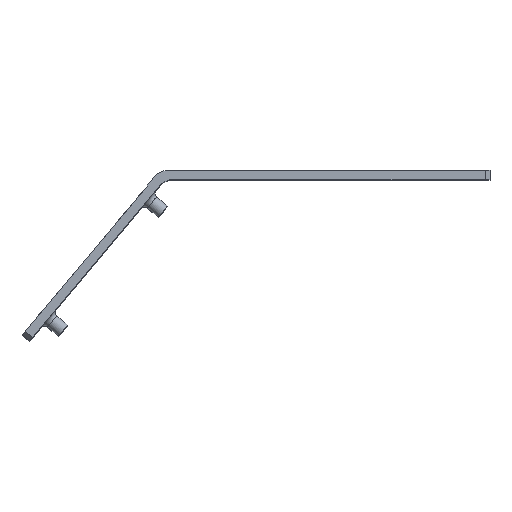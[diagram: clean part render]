
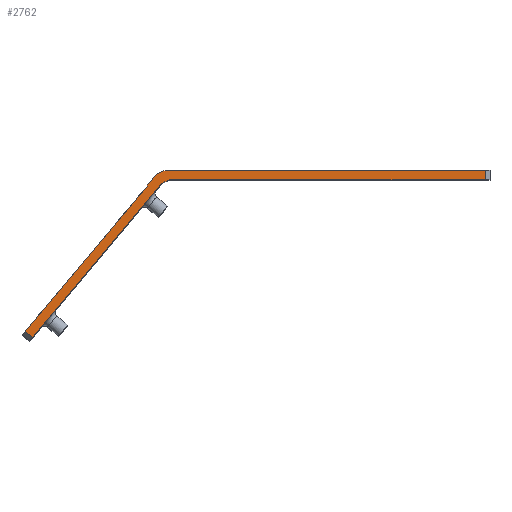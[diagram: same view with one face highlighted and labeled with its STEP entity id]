
A CAD part, top view. The second image highlights one B-rep face of the part: STEP entity #2762.
In plain terms, the highlighted planar face has unit normal (0, 0, 1).
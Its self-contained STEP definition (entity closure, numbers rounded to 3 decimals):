
#127=PLANE('',#2999);
#183=FACE_OUTER_BOUND('',#350,.T.);
#350=EDGE_LOOP('',(#1987,#1988,#1989,#1990,#1991,#1992,#1993,#1994));
#522=LINE('',#4174,#721);
#528=LINE('',#4186,#727);
#550=LINE('',#4366,#749);
#551=LINE('',#4368,#750);
#552=LINE('',#4370,#751);
#553=LINE('',#4372,#752);
#554=LINE('',#4374,#753);
#555=LINE('',#4375,#754);
#721=VECTOR('',#3304,10.);
#727=VECTOR('',#3314,10.);
#749=VECTOR('',#3476,10.);
#750=VECTOR('',#3477,10.);
#751=VECTOR('',#3478,10.);
#752=VECTOR('',#3479,10.);
#753=VECTOR('',#3480,10.);
#754=VECTOR('',#3481,10.);
#1153=VERTEX_POINT('',#4171);
#1154=VERTEX_POINT('',#4173);
#1158=VERTEX_POINT('',#4185);
#1246=VERTEX_POINT('',#4365);
#1247=VERTEX_POINT('',#4367);
#1248=VERTEX_POINT('',#4369);
#1249=VERTEX_POINT('',#4371);
#1250=VERTEX_POINT('',#4373);
#1456=EDGE_CURVE('',#1153,#1154,#522,.T.);
#1462=EDGE_CURVE('',#1158,#1154,#528,.T.);
#1552=EDGE_CURVE('',#1246,#1153,#550,.T.);
#1553=EDGE_CURVE('',#1247,#1246,#551,.T.);
#1554=EDGE_CURVE('',#1247,#1248,#552,.T.);
#1555=EDGE_CURVE('',#1249,#1248,#553,.T.);
#1556=EDGE_CURVE('',#1250,#1249,#554,.T.);
#1557=EDGE_CURVE('',#1158,#1250,#555,.T.);
#1987=ORIENTED_EDGE('',*,*,#1456,.F.);
#1988=ORIENTED_EDGE('',*,*,#1552,.F.);
#1989=ORIENTED_EDGE('',*,*,#1553,.F.);
#1990=ORIENTED_EDGE('',*,*,#1554,.T.);
#1991=ORIENTED_EDGE('',*,*,#1555,.F.);
#1992=ORIENTED_EDGE('',*,*,#1556,.F.);
#1993=ORIENTED_EDGE('',*,*,#1557,.F.);
#1994=ORIENTED_EDGE('',*,*,#1462,.T.);
#2762=ADVANCED_FACE('',(#183),#127,.T.);
#2999=AXIS2_PLACEMENT_3D('',#4364,#3474,#3475);
#3304=DIRECTION('',(0.,-1.,0.));
#3314=DIRECTION('',(1.,0.,0.));
#3474=DIRECTION('center_axis',(0.,0.,1.));
#3475=DIRECTION('ref_axis',(1.,0.,0.));
#3476=DIRECTION('',(1.,0.,0.));
#3477=DIRECTION('',(0.906,0.423,0.));
#3478=DIRECTION('',(-0.643,-0.766,0.));
#3479=DIRECTION('',(-0.766,0.643,0.));
#3480=DIRECTION('',(-0.643,-0.766,0.));
#3481=DIRECTION('',(-0.906,-0.423,0.));
#4171=CARTESIAN_POINT('',(56.,4.,60.));
#4173=CARTESIAN_POINT('',(56.,0.,60.));
#4174=CARTESIAN_POINT('',(56.,2.,60.));
#4185=CARTESIAN_POINT('',(-76.135,0.,60.));
#4186=CARTESIAN_POINT('',(-80.,0.,60.));
#4364=CARTESIAN_POINT('Origin',(-80.,0.,60.));
#4365=CARTESIAN_POINT('',(-78.,4.,60.));
#4366=CARTESIAN_POINT('',(-80.,4.,60.));
#4367=CARTESIAN_POINT('',(-81.286,2.468,60.));
#4368=CARTESIAN_POINT('',(-80.409,2.877,60.));
#4369=CARTESIAN_POINT('',(-136.565,-63.412,60.));
#4370=CARTESIAN_POINT('',(-80.,4.,60.));
#4371=CARTESIAN_POINT('',(-133.501,-65.983,60.));
#4372=CARTESIAN_POINT('',(-135.581,-64.238,60.));
#4373=CARTESIAN_POINT('',(-79.42,-1.532,60.));
#4374=CARTESIAN_POINT('',(-76.936,1.429,60.));
#4375=CARTESIAN_POINT('',(-78.544,-1.123,60.));
